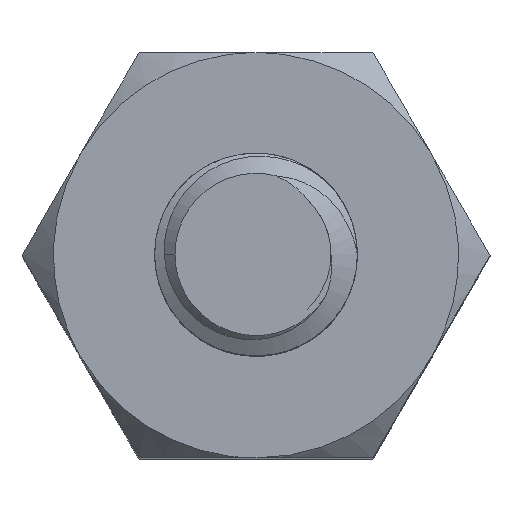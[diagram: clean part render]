
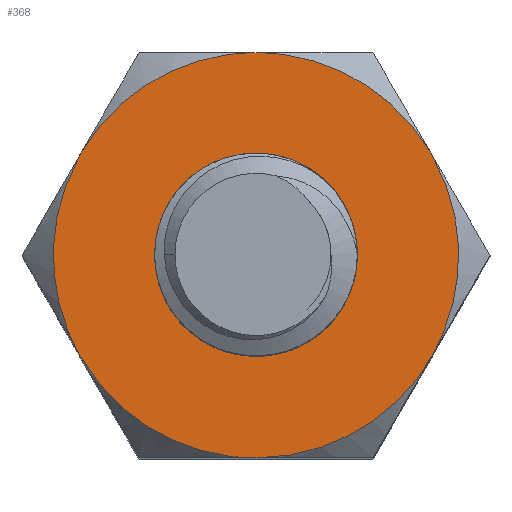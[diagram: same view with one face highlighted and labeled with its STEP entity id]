
A CAD part, top view. The second image highlights one B-rep face of the part: STEP entity #368.
In plain terms, the highlighted planar face has unit normal (0, 0, 1).
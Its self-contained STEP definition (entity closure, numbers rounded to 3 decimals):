
#12=FACE_BOUND('',#616,.T.);
#21=(
BOUNDED_CURVE()
B_SPLINE_CURVE(2,(#7454,#7455,#7456),.UNSPECIFIED.,.F.,.F.)
B_SPLINE_CURVE_WITH_KNOTS((3,3),(0.,2.094),.UNSPECIFIED.)
CURVE()
GEOMETRIC_REPRESENTATION_ITEM()
RATIONAL_B_SPLINE_CURVE((1.,0.866,1.))
REPRESENTATION_ITEM('')
);
#22=(
BOUNDED_CURVE()
B_SPLINE_CURVE(2,(#7487,#7488,#7489,#7490,#7491,#7492,#7493,#7494,#7495),
 .UNSPECIFIED.,.T.,.F.)
B_SPLINE_CURVE_WITH_KNOTS((3,2,2,2,3),(-5.341,-4.006,
-2.67,-1.335,0.),.UNSPECIFIED.)
CURVE()
GEOMETRIC_REPRESENTATION_ITEM()
RATIONAL_B_SPLINE_CURVE((1.,0.707,1.,0.707,1.,0.707,
1.,0.707,1.))
REPRESENTATION_ITEM('')
);
#32=(
BOUNDED_CURVE()
B_SPLINE_CURVE(2,(#7629,#7630,#7631),.UNSPECIFIED.,.F.,.F.)
B_SPLINE_CURVE_WITH_KNOTS((3,3),(-2.094,0.),.UNSPECIFIED.)
CURVE()
GEOMETRIC_REPRESENTATION_ITEM()
RATIONAL_B_SPLINE_CURVE((1.,0.866,1.))
REPRESENTATION_ITEM('')
);
#33=(
BOUNDED_CURVE()
B_SPLINE_CURVE(2,(#7632,#7633,#7634),.UNSPECIFIED.,.F.,.F.)
B_SPLINE_CURVE_WITH_KNOTS((3,3),(0.,2.094),.UNSPECIFIED.)
CURVE()
GEOMETRIC_REPRESENTATION_ITEM()
RATIONAL_B_SPLINE_CURVE((1.,0.866,1.))
REPRESENTATION_ITEM('')
);
#34=(
BOUNDED_CURVE()
B_SPLINE_CURVE(2,(#7635,#7636,#7637),.UNSPECIFIED.,.F.,.F.)
B_SPLINE_CURVE_WITH_KNOTS((3,3),(-2.094,0.),.UNSPECIFIED.)
CURVE()
GEOMETRIC_REPRESENTATION_ITEM()
RATIONAL_B_SPLINE_CURVE((1.,0.866,1.))
REPRESENTATION_ITEM('')
);
#35=(
BOUNDED_CURVE()
B_SPLINE_CURVE(2,(#7638,#7639,#7640),.UNSPECIFIED.,.F.,.F.)
B_SPLINE_CURVE_WITH_KNOTS((3,3),(-2.094,0.),.UNSPECIFIED.)
CURVE()
GEOMETRIC_REPRESENTATION_ITEM()
RATIONAL_B_SPLINE_CURVE((1.,0.866,1.))
REPRESENTATION_ITEM('')
);
#36=(
BOUNDED_CURVE()
B_SPLINE_CURVE(2,(#7641,#7642,#7643),.UNSPECIFIED.,.F.,.F.)
B_SPLINE_CURVE_WITH_KNOTS((3,3),(-2.094,0.),.UNSPECIFIED.)
CURVE()
GEOMETRIC_REPRESENTATION_ITEM()
RATIONAL_B_SPLINE_CURVE((1.,0.866,1.))
REPRESENTATION_ITEM('')
);
#368=ADVANCED_FACE('',(#491,#12),#2210,.T.);
#491=FACE_OUTER_BOUND('',#615,.T.);
#615=EDGE_LOOP('',(#808,#809,#810,#811,#812,#813));
#616=EDGE_LOOP('',(#814));
#808=ORIENTED_EDGE('',*,*,#1483,.T.);
#809=ORIENTED_EDGE('',*,*,#1484,.T.);
#810=ORIENTED_EDGE('',*,*,#1450,.F.);
#811=ORIENTED_EDGE('',*,*,#1480,.T.);
#812=ORIENTED_EDGE('',*,*,#1481,.F.);
#813=ORIENTED_EDGE('',*,*,#1482,.T.);
#814=ORIENTED_EDGE('',*,*,#1456,.T.);
#1450=EDGE_CURVE('',#1986,#1984,#21,.T.);
#1456=EDGE_CURVE('',#1991,#1991,#22,.T.);
#1480=EDGE_CURVE('',#1986,#1996,#32,.T.);
#1481=EDGE_CURVE('',#1987,#1996,#33,.T.);
#1482=EDGE_CURVE('',#1987,#1999,#34,.T.);
#1483=EDGE_CURVE('',#1999,#1998,#35,.T.);
#1484=EDGE_CURVE('',#1998,#1984,#36,.T.);
#1984=VERTEX_POINT('',#7205);
#1986=VERTEX_POINT('',#7207);
#1987=VERTEX_POINT('',#7208);
#1991=VERTEX_POINT('',#7212);
#1996=VERTEX_POINT('',#7217);
#1998=VERTEX_POINT('',#7219);
#1999=VERTEX_POINT('',#7220);
#2210=PLANE('',#2241);
#2241=AXIS2_PLACEMENT_3D('',#2711,#2255,$);
#2255=DIRECTION('',(0.,0.,1.));
#2711=CARTESIAN_POINT('',(-2.783,27.588,8.));
#7205=CARTESIAN_POINT('',(1.732,29.,8.));
#7207=CARTESIAN_POINT('',(1.732,31.,8.));
#7208=CARTESIAN_POINT('',(-1.732,31.,8.));
#7212=CARTESIAN_POINT('',(0.85,30.,8.));
#7217=CARTESIAN_POINT('',(0.,32.,8.));
#7219=CARTESIAN_POINT('',(0.,28.,8.));
#7220=CARTESIAN_POINT('',(-1.732,29.,8.));
#7454=CARTESIAN_POINT('',(1.732,31.,8.));
#7455=CARTESIAN_POINT('',(2.309,30.,8.));
#7456=CARTESIAN_POINT('',(1.732,29.,8.));
#7487=CARTESIAN_POINT('',(0.85,30.,8.));
#7488=CARTESIAN_POINT('',(0.85,29.15,8.));
#7489=CARTESIAN_POINT('',(0.,29.15,8.));
#7490=CARTESIAN_POINT('',(-0.85,29.15,8.));
#7491=CARTESIAN_POINT('',(-0.85,30.,8.));
#7492=CARTESIAN_POINT('',(-0.85,30.85,8.));
#7493=CARTESIAN_POINT('',(0.,30.85,8.));
#7494=CARTESIAN_POINT('',(0.85,30.85,8.));
#7495=CARTESIAN_POINT('',(0.85,30.,8.));
#7629=CARTESIAN_POINT('',(1.732,31.,8.));
#7630=CARTESIAN_POINT('',(1.155,32.,8.));
#7631=CARTESIAN_POINT('',(0.,32.,8.));
#7632=CARTESIAN_POINT('',(-1.732,31.,8.));
#7633=CARTESIAN_POINT('',(-1.155,32.,8.));
#7634=CARTESIAN_POINT('',(0.,32.,8.));
#7635=CARTESIAN_POINT('',(-1.732,31.,8.));
#7636=CARTESIAN_POINT('',(-2.309,30.,8.));
#7637=CARTESIAN_POINT('',(-1.732,29.,8.));
#7638=CARTESIAN_POINT('',(-1.732,29.,8.));
#7639=CARTESIAN_POINT('',(-1.155,28.,8.));
#7640=CARTESIAN_POINT('',(0.,28.,8.));
#7641=CARTESIAN_POINT('',(0.,28.,8.));
#7642=CARTESIAN_POINT('',(1.155,28.,8.));
#7643=CARTESIAN_POINT('',(1.732,29.,8.));
